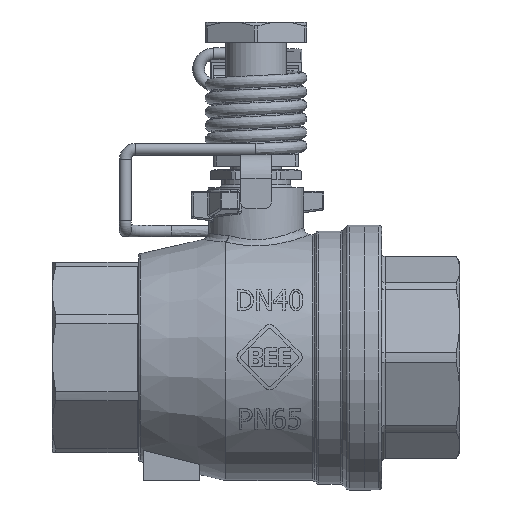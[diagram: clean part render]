
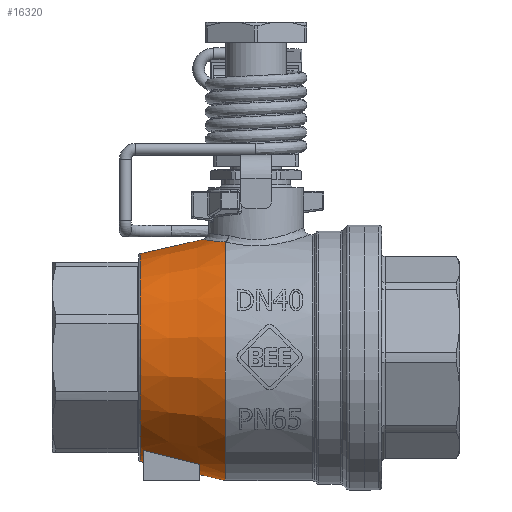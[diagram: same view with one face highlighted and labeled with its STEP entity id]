
A CAD part, top view. The second image highlights one B-rep face of the part: STEP entity #16320.
In plain terms, the highlighted conical face has half-angle 12.707 degrees and reference radius 33.375 mm.
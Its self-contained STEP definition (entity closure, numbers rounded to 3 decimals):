
#771=B_SPLINE_CURVE_WITH_KNOTS('',3,(#31738,#31739,#31740,#31741,#31742,
#31743),.UNSPECIFIED.,.F.,.F.,(4,1,1,4),(-16.468,-15.625,
-15.19,-14.972),.UNSPECIFIED.);
#772=B_SPLINE_CURVE_WITH_KNOTS('',3,(#31745,#31746,#31747,#31748,#31749),
 .UNSPECIFIED.,.F.,.F.,(4,1,4),(-14.972,-14.32,-13.477),
 .UNSPECIFIED.);
#774=B_SPLINE_CURVE_WITH_KNOTS('',3,(#31760,#31761,#31762,#31763),
 .UNSPECIFIED.,.F.,.F.,(4,4),(0.,0.039),.UNSPECIFIED.);
#775=B_SPLINE_CURVE_WITH_KNOTS('',3,(#31766,#31767,#31768,#31769),
 .UNSPECIFIED.,.F.,.F.,(4,4),(0.,0.039),
 .UNSPECIFIED.);
#852=FACE_BOUND('',#3276,.T.);
#1319=(
BOUNDED_CURVE()
B_SPLINE_CURVE(2,(#25383,#25384,#25385),.UNSPECIFIED.,.F.,.F.)
B_SPLINE_CURVE_WITH_KNOTS((3,3),(0.,1.701),.UNSPECIFIED.)
CURVE()
GEOMETRIC_REPRESENTATION_ITEM()
RATIONAL_B_SPLINE_CURVE((1.,1.002,1.))
REPRESENTATION_ITEM('')
);
#1320=(
BOUNDED_CURVE()
B_SPLINE_CURVE(2,(#25387,#25388,#25389),.UNSPECIFIED.,.F.,.F.)
B_SPLINE_CURVE_WITH_KNOTS((3,3),(0.,1.701),.UNSPECIFIED.)
CURVE()
GEOMETRIC_REPRESENTATION_ITEM()
RATIONAL_B_SPLINE_CURVE((1.,1.002,1.))
REPRESENTATION_ITEM('')
);
#2334=FACE_OUTER_BOUND('',#3275,.T.);
#3275=EDGE_LOOP('',(#13877,#13878,#13879,#13880,#13881,#13882,#13883,#13884,
#13885));
#3276=EDGE_LOOP('',(#13886,#13887,#13888,#13889));
#4501=LINE('',#31770,#5672);
#5672=VECTOR('',#20950,33.375);
#6004=CIRCLE('',#17068,34.559);
#6005=CIRCLE('',#17070,30.838);
#6149=CIRCLE('',#17490,30.588);
#6151=CIRCLE('',#17492,30.588);
#6152=CIRCLE('',#17510,36.226);
#6985=VERTEX_POINT('',#25371);
#6986=VERTEX_POINT('',#25372);
#6987=VERTEX_POINT('',#25377);
#6988=VERTEX_POINT('',#25378);
#7591=VERTEX_POINT('',#31664);
#7592=VERTEX_POINT('',#31665);
#7593=VERTEX_POINT('',#31728);
#7594=VERTEX_POINT('',#31737);
#7595=VERTEX_POINT('',#31744);
#7596=VERTEX_POINT('',#31759);
#7597=VERTEX_POINT('',#31764);
#8834=EDGE_CURVE('',#6985,#6986,#6004,.T.);
#8837=EDGE_CURVE('',#6987,#6988,#6005,.T.);
#8840=EDGE_CURVE('',#6988,#6985,#1319,.T.);
#8841=EDGE_CURVE('',#6986,#6987,#1320,.T.);
#9774=EDGE_CURVE('',#7591,#7592,#6149,.T.);
#9776=EDGE_CURVE('',#7592,#7591,#6151,.T.);
#9786=EDGE_CURVE('',#7593,#7594,#771,.T.);
#9787=EDGE_CURVE('',#7594,#7595,#772,.T.);
#9789=EDGE_CURVE('',#7596,#7593,#774,.T.);
#9790=EDGE_CURVE('',#7597,#7596,#6152,.T.);
#9791=EDGE_CURVE('',#7595,#7597,#775,.T.);
#9792=EDGE_CURVE('',#7594,#7591,#4501,.T.);
#13877=ORIENTED_EDGE('',*,*,#9789,.F.);
#13878=ORIENTED_EDGE('',*,*,#9790,.F.);
#13879=ORIENTED_EDGE('',*,*,#9791,.F.);
#13880=ORIENTED_EDGE('',*,*,#9787,.F.);
#13881=ORIENTED_EDGE('',*,*,#9792,.T.);
#13882=ORIENTED_EDGE('',*,*,#9776,.F.);
#13883=ORIENTED_EDGE('',*,*,#9774,.F.);
#13884=ORIENTED_EDGE('',*,*,#9792,.F.);
#13885=ORIENTED_EDGE('',*,*,#9786,.F.);
#13886=ORIENTED_EDGE('',*,*,#8841,.T.);
#13887=ORIENTED_EDGE('',*,*,#8837,.T.);
#13888=ORIENTED_EDGE('',*,*,#8840,.T.);
#13889=ORIENTED_EDGE('',*,*,#8834,.T.);
#14628=CONICAL_SURFACE('',#17509,33.375,0.222);
#16320=ADVANCED_FACE('',(#2334,#852),#14628,.T.);
#17068=AXIS2_PLACEMENT_3D('',#25373,#19587,#19588);
#17070=AXIS2_PLACEMENT_3D('',#25379,#19593,#19594);
#17490=AXIS2_PLACEMENT_3D('',#31666,#20900,#20901);
#17492=AXIS2_PLACEMENT_3D('',#31668,#20904,#20905);
#17509=AXIS2_PLACEMENT_3D('',#31758,#20946,#20947);
#17510=AXIS2_PLACEMENT_3D('',#31765,#20948,#20949);
#19587=DIRECTION('center_axis',(1.,0.,0.));
#19588=DIRECTION('ref_axis',(0.,-1.,0.));
#19593=DIRECTION('center_axis',(-1.,0.,0.));
#19594=DIRECTION('ref_axis',(0.,-1.,0.));
#20900=DIRECTION('center_axis',(-1.,0.,0.));
#20901=DIRECTION('ref_axis',(0.,1.,0.));
#20904=DIRECTION('center_axis',(-1.,0.,0.));
#20905=DIRECTION('ref_axis',(0.,1.,0.));
#20946=DIRECTION('center_axis',(1.,0.,0.));
#20947=DIRECTION('ref_axis',(0.,-1.,0.));
#20948=DIRECTION('center_axis',(1.,0.,0.));
#20949=DIRECTION('ref_axis',(0.,-1.,0.));
#20950=DIRECTION('',(-0.976,-0.22,0.));
#25371=CARTESIAN_POINT('',(-16.5,-31.484,14.25));
#25372=CARTESIAN_POINT('',(-16.5,-31.484,-14.25));
#25373=CARTESIAN_POINT('Origin',(-16.5,0.,0.));
#25377=CARTESIAN_POINT('',(-33.,-27.348,-14.25));
#25378=CARTESIAN_POINT('',(-33.,-27.348,14.25));
#25379=CARTESIAN_POINT('Origin',(-33.,0.,0.));
#25383=CARTESIAN_POINT('Ctrl Pts',(-33.,-27.348,14.25));
#25384=CARTESIAN_POINT('Ctrl Pts',(-25.33,-29.299,14.25));
#25385=CARTESIAN_POINT('Ctrl Pts',(-16.5,-31.484,14.25));
#25387=CARTESIAN_POINT('Ctrl Pts',(-16.5,-31.484,-14.25));
#25388=CARTESIAN_POINT('Ctrl Pts',(-25.33,-29.299,-14.25));
#25389=CARTESIAN_POINT('Ctrl Pts',(-33.,-27.348,-14.25));
#31664=CARTESIAN_POINT('',(-34.11,30.588,0.));
#31665=CARTESIAN_POINT('',(-34.11,0.,30.588));
#31666=CARTESIAN_POINT('Origin',(-34.11,0.,0.));
#31668=CARTESIAN_POINT('Origin',(-34.11,0.,0.));
#31728=CARTESIAN_POINT('',(-9.006,34.114,-12.254));
#31737=CARTESIAN_POINT('',(-15.558,34.768,0.));
#31738=CARTESIAN_POINT('Ctrl Pts',(-9.006,34.114,-12.254));
#31739=CARTESIAN_POINT('Ctrl Pts',(-11.295,34.139,-10.656));
#31740=CARTESIAN_POINT('Ctrl Pts',(-14.043,34.489,-7.376));
#31741=CARTESIAN_POINT('Ctrl Pts',(-15.415,34.749,-2.763));
#31742=CARTESIAN_POINT('Ctrl Pts',(-15.559,34.77,-0.691));
#31743=CARTESIAN_POINT('Ctrl Pts',(-15.558,34.768,0.));
#31744=CARTESIAN_POINT('',(-9.006,34.114,12.255));
#31745=CARTESIAN_POINT('Ctrl Pts',(-15.558,34.768,0.));
#31746=CARTESIAN_POINT('Ctrl Pts',(-15.554,34.763,2.071));
#31747=CARTESIAN_POINT('Ctrl Pts',(-14.525,34.568,6.819));
#31748=CARTESIAN_POINT('Ctrl Pts',(-11.295,34.14,10.656));
#31749=CARTESIAN_POINT('Ctrl Pts',(-9.006,34.114,12.255));
#31758=CARTESIAN_POINT('Origin',(-21.75,0.,0.));
#31759=CARTESIAN_POINT('',(-9.109,33.964,-12.6));
#31760=CARTESIAN_POINT('Ctrl Pts',(-9.109,33.964,-12.6));
#31761=CARTESIAN_POINT('Ctrl Pts',(-9.109,34.01,-12.475));
#31762=CARTESIAN_POINT('Ctrl Pts',(-9.079,34.062,-12.351));
#31763=CARTESIAN_POINT('Ctrl Pts',(-9.006,34.114,-12.255));
#31764=CARTESIAN_POINT('',(-9.109,33.964,12.6));
#31765=CARTESIAN_POINT('Origin',(-9.109,0.,0.));
#31766=CARTESIAN_POINT('Ctrl Pts',(-9.006,34.114,12.255));
#31767=CARTESIAN_POINT('Ctrl Pts',(-9.079,34.062,12.351));
#31768=CARTESIAN_POINT('Ctrl Pts',(-9.109,34.01,12.475));
#31769=CARTESIAN_POINT('Ctrl Pts',(-9.109,33.964,12.6));
#31770=CARTESIAN_POINT('',(-21.75,33.375,0.));
